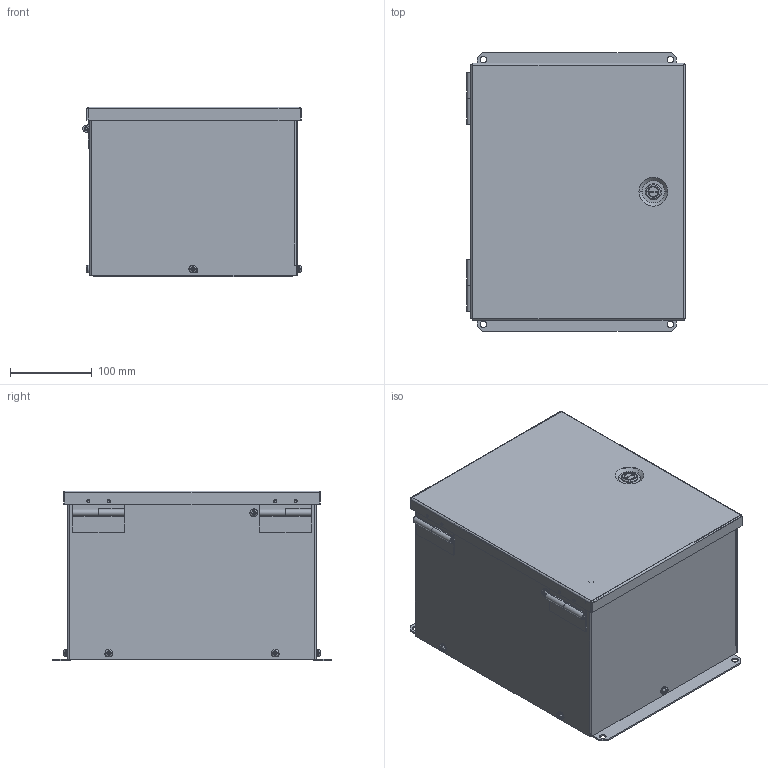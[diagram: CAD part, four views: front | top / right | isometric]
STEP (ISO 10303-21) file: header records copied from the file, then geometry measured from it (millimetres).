
FILE_DESCRIPTION (( 'STEP AP214' ), '1' );
FILE_NAME ('N1WS12108.STEP', '2019-07-16T16:05:09', ( '' ), ( '' ), 'SwSTEP 2.0', 'SolidWorks 2018', '' );
FILE_SCHEMA (( 'AUTOMOTIVE_DESIGN' ));
Length unit declared in the file: inch
Products named in the file (1): N1WS12108
Bounding box: 267.2 x 341 x 207.75 mm (x, y, z)
Volume: 682593.3 mm3; surface area: 892282.2 mm2
Topology: 17 solids, 17 shells, 607 faces, 1535 edges, 988 vertices
Faces by surface type: plane 328, cylinder 214, bspline 32, cone 29, torus 4
Entity records: 28189 total; most frequent: CARTESIAN_POINT 5428, ORIENTED_EDGE 3070, DIRECTION 3022, EDGE_CURVE 1535, AXIS2_PLACEMENT_3D 1092, VERTEX_POINT 988, LINE 838, VECTOR 838
